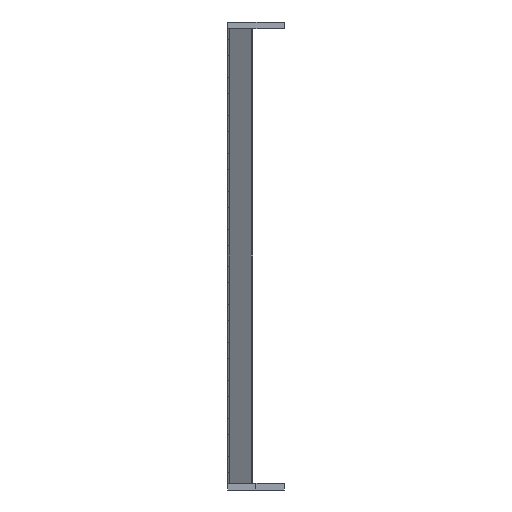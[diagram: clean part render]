
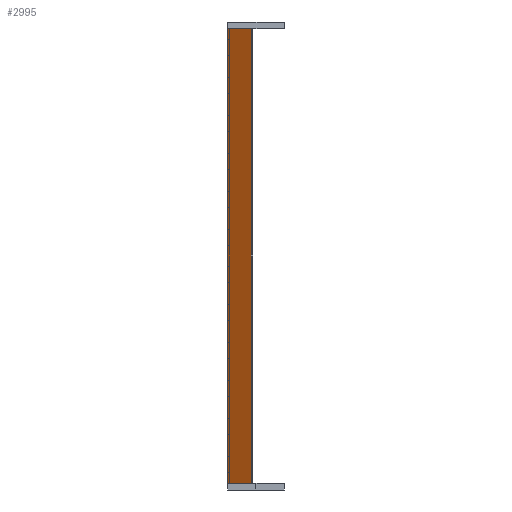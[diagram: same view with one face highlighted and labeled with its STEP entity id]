
A CAD part, left-side view. The second image highlights one B-rep face of the part: STEP entity #2995.
In plain terms, the highlighted planar face has unit normal (-0.829, 0.559, 0).
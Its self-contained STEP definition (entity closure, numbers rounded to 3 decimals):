
#214 = ORIENTED_EDGE ( 'NONE', *, *, #2616, .T. ) ;
#539 = LINE ( 'NONE', #5248, #5933 ) ;
#540 = EDGE_CURVE ( 'NONE', #5218, #8904, #6775, .T. ) ;
#588 = CARTESIAN_POINT ( 'NONE',  ( -13.96, 1., 0. ) ) ;
#642 = EDGE_CURVE ( 'NONE', #4797, #1948, #5383, .T. ) ;
#718 = CARTESIAN_POINT ( 'NONE',  ( -21.052, -9.515, -200. ) ) ;
#757 = CARTESIAN_POINT ( 'NONE',  ( -21.052, -9.515, -200. ) ) ;
#818 = DIRECTION ( 'NONE',  ( 0., 0., 1. ) ) ;
#1453 = VECTOR ( 'NONE', #9058, 1000. ) ;
#1555 = DIRECTION ( 'NONE',  ( 0.559, 0.829, 0. ) ) ;
#1614 = ORIENTED_EDGE ( 'NONE', *, *, #6851, .T. ) ;
#1850 = ORIENTED_EDGE ( 'NONE', *, *, #5034, .F. ) ;
#1948 = VERTEX_POINT ( 'NONE', #3466 ) ;
#2568 = FACE_OUTER_BOUND ( 'NONE', #8054, .T. ) ;
#2573 = CARTESIAN_POINT ( 'NONE',  ( -21.052, -9.515, -200. ) ) ;
#2616 = EDGE_CURVE ( 'NONE', #1948, #8904, #7544, .T. ) ;
#2629 = ORIENTED_EDGE ( 'NONE', *, *, #642, .T. ) ;
#2701 = CARTESIAN_POINT ( 'NONE',  ( -21.052, -9.515, -200. ) ) ;
#2725 = CARTESIAN_POINT ( 'NONE',  ( -21.052, -9.515, 0. ) ) ;
#2905 = VERTEX_POINT ( 'NONE', #2573 ) ;
#2995 = ADVANCED_FACE ( 'NONE', ( #2568 ), #5648, .F. ) ;
#3029 = VECTOR ( 'NONE', #818, 1000. ) ;
#3340 = EDGE_CURVE ( 'NONE', #2905, #6928, #9351, .T. ) ;
#3466 = CARTESIAN_POINT ( 'NONE',  ( -14.852, -0.322, 0. ) ) ;
#4189 = DIRECTION ( 'NONE',  ( 0.829, -0.559, 0. ) ) ;
#4457 = CARTESIAN_POINT ( 'NONE',  ( -14.852, -0.322, 0. ) ) ;
#4797 = VERTEX_POINT ( 'NONE', #2725 ) ;
#4956 = CARTESIAN_POINT ( 'NONE',  ( -13.96, 1., -200. ) ) ;
#5034 = EDGE_CURVE ( 'NONE', #6928, #5218, #539, .T. ) ;
#5218 = VERTEX_POINT ( 'NONE', #7668 ) ;
#5248 = CARTESIAN_POINT ( 'NONE',  ( -21.052, -9.515, -200. ) ) ;
#5251 = ORIENTED_EDGE ( 'NONE', *, *, #540, .F. ) ;
#5327 = CARTESIAN_POINT ( 'NONE',  ( -14.852, -0.322, -200. ) ) ;
#5383 = LINE ( 'NONE', #6074, #1453 ) ;
#5587 = VECTOR ( 'NONE', #8176, 1000. ) ;
#5648 = PLANE ( 'NONE',  #5850 ) ;
#5829 = DIRECTION ( 'NONE',  ( 0.559, 0.829, 0. ) ) ;
#5850 = AXIS2_PLACEMENT_3D ( 'NONE', #2701, #4189, #9364 ) ;
#5933 = VECTOR ( 'NONE', #1555, 1000. ) ;
#6074 = CARTESIAN_POINT ( 'NONE',  ( -21.052, -9.515, 0. ) ) ;
#6325 = VECTOR ( 'NONE', #9372, 1000. ) ;
#6775 = LINE ( 'NONE', #4956, #6325 ) ;
#6851 = EDGE_CURVE ( 'NONE', #2905, #4797, #7216, .T. ) ;
#6905 = ORIENTED_EDGE ( 'NONE', *, *, #3340, .F. ) ;
#6928 = VERTEX_POINT ( 'NONE', #5327 ) ;
#7216 = LINE ( 'NONE', #757, #3029 ) ;
#7367 = VECTOR ( 'NONE', #5829, 1000. ) ;
#7544 = LINE ( 'NONE', #4457, #5587 ) ;
#7668 = CARTESIAN_POINT ( 'NONE',  ( -13.96, 1., -200. ) ) ;
#8054 = EDGE_LOOP ( 'NONE', ( #2629, #214, #5251, #1850, #6905, #1614 ) ) ;
#8176 = DIRECTION ( 'NONE',  ( 0.559, 0.829, 0. ) ) ;
#8904 = VERTEX_POINT ( 'NONE', #588 ) ;
#9058 = DIRECTION ( 'NONE',  ( 0.559, 0.829, 0. ) ) ;
#9351 = LINE ( 'NONE', #718, #7367 ) ;
#9364 = DIRECTION ( 'NONE',  ( 0., 0., -1. ) ) ;
#9372 = DIRECTION ( 'NONE',  ( 0., 0., 1. ) ) ;
